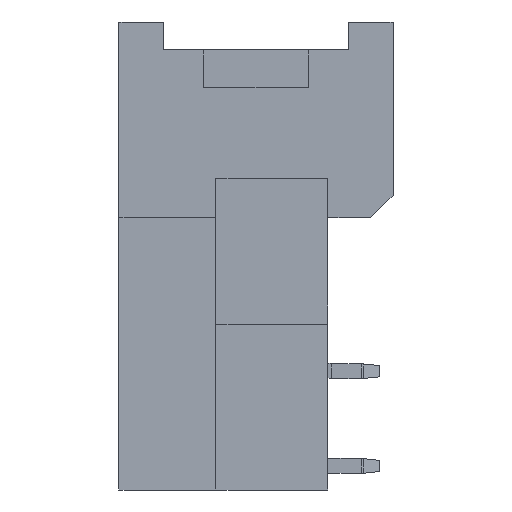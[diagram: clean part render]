
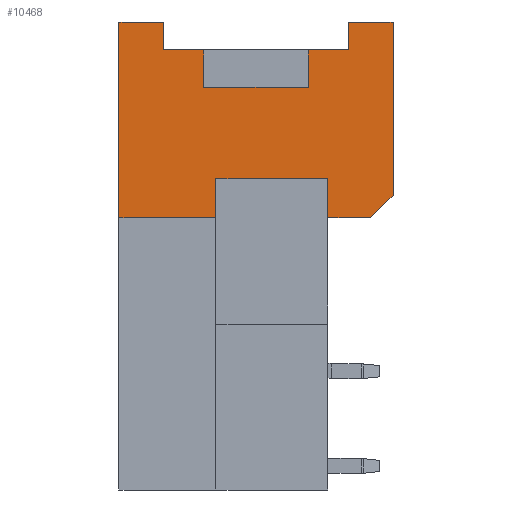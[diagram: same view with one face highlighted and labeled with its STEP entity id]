
A CAD part, left-side view. The second image highlights one B-rep face of the part: STEP entity #10468.
In plain terms, the highlighted planar face has unit normal (-1, 0, 0).
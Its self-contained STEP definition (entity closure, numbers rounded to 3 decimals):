
#32 = VECTOR ( 'NONE', #26005, 1000. ) ;
#290 = LINE ( 'NONE', #16372, #12073 ) ;
#301 = CARTESIAN_POINT ( 'NONE',  ( -43.7, 9.5, 0. ) ) ;
#456 = EDGE_CURVE ( 'NONE', #9817, #19093, #10161, .T. ) ;
#1124 = VERTEX_POINT ( 'NONE', #8806 ) ;
#1236 = ORIENTED_EDGE ( 'NONE', *, *, #21487, .F. ) ;
#1872 = VERTEX_POINT ( 'NONE', #5543 ) ;
#2110 = DIRECTION ( 'NONE',  ( 0., 1., 0. ) ) ;
#2592 = ORIENTED_EDGE ( 'NONE', *, *, #23916, .T. ) ;
#2674 = VERTEX_POINT ( 'NONE', #26786 ) ;
#2882 = CARTESIAN_POINT ( 'NONE',  ( -43.7, 10.15, -3.5 ) ) ;
#3055 = CARTESIAN_POINT ( 'NONE',  ( -43.7, 4.55, -3.5 ) ) ;
#3095 = ORIENTED_EDGE ( 'NONE', *, *, #5610, .F. ) ;
#3100 = DIRECTION ( 'NONE',  ( 0., 0., 1. ) ) ;
#3106 = DIRECTION ( 'NONE',  ( 0., 0., -1. ) ) ;
#3150 = DIRECTION ( 'NONE',  ( 0., 0., 1. ) ) ;
#3904 = EDGE_CURVE ( 'NONE', #15254, #19093, #290, .T. ) ;
#4084 = VECTOR ( 'NONE', #17807, 1000. ) ;
#4636 = VERTEX_POINT ( 'NONE', #6064 ) ;
#4843 = CARTESIAN_POINT ( 'NONE',  ( -43.7, 9.5, -1.5 ) ) ;
#5543 = CARTESIAN_POINT ( 'NONE',  ( -43.7, 2.4, -1.5 ) ) ;
#5610 = EDGE_CURVE ( 'NONE', #17889, #9458, #22087, .T. ) ;
#5996 = CARTESIAN_POINT ( 'NONE',  ( -43.7, 0., -9.3 ) ) ;
#6064 = CARTESIAN_POINT ( 'NONE',  ( -43.7, 3.5, -8.4 ) ) ;
#6280 = LINE ( 'NONE', #4843, #23967 ) ;
#6578 = CARTESIAN_POINT ( 'NONE',  ( -43.7, 0., 0. ) ) ;
#6909 = CARTESIAN_POINT ( 'NONE',  ( -43.7, 1.2, -10.5 ) ) ;
#8152 = ORIENTED_EDGE ( 'NONE', *, *, #13137, .T. ) ;
#8509 = EDGE_CURVE ( 'NONE', #1872, #14172, #6280, .T. ) ;
#8587 = VERTEX_POINT ( 'NONE', #2882 ) ;
#8596 = DIRECTION ( 'NONE',  ( 0., 0., -1. ) ) ;
#8806 = CARTESIAN_POINT ( 'NONE',  ( -43.7, 9.5, -8.4 ) ) ;
#9013 = VECTOR ( 'NONE', #19426, 1000. ) ;
#9218 = EDGE_CURVE ( 'NONE', #21855, #4636, #11807, .T. ) ;
#9275 = VECTOR ( 'NONE', #3150, 1000. ) ;
#9306 = EDGE_CURVE ( 'NONE', #1124, #9817, #26667, .T. ) ;
#9380 = ORIENTED_EDGE ( 'NONE', *, *, #11102, .F. ) ;
#9458 = VERTEX_POINT ( 'NONE', #6909 ) ;
#9817 = VERTEX_POINT ( 'NONE', #26346 ) ;
#10053 = CARTESIAN_POINT ( 'NONE',  ( -43.7, 9.5, 0. ) ) ;
#10158 = EDGE_CURVE ( 'NONE', #24439, #15254, #28736, .T. ) ;
#10161 = LINE ( 'NONE', #23918, #27116 ) ;
#10176 = CARTESIAN_POINT ( 'NONE',  ( -43.7, 1.2, -10.5 ) ) ;
#10355 = VECTOR ( 'NONE', #2110, 1000. ) ;
#10388 = DIRECTION ( 'NONE',  ( 0., 0., -1. ) ) ;
#10468 = ADVANCED_FACE ( 'NONE', ( #16571 ), #21420, .F. ) ;
#10568 = CARTESIAN_POINT ( 'NONE',  ( -43.7, 0., -8.4 ) ) ;
#10620 = VECTOR ( 'NONE', #24403, 1000. ) ;
#10669 = LINE ( 'NONE', #24088, #27643 ) ;
#10691 = ORIENTED_EDGE ( 'NONE', *, *, #14968, .F. ) ;
#11026 = ORIENTED_EDGE ( 'NONE', *, *, #19705, .F. ) ;
#11102 = EDGE_CURVE ( 'NONE', #9458, #21855, #16234, .T. ) ;
#11163 = CARTESIAN_POINT ( 'NONE',  ( -43.7, 12.3, 0. ) ) ;
#11262 = LINE ( 'NONE', #21867, #23038 ) ;
#11807 = LINE ( 'NONE', #12752, #32 ) ;
#12073 = VECTOR ( 'NONE', #3106, 1000. ) ;
#12296 = DIRECTION ( 'NONE',  ( 0., 1., 0. ) ) ;
#12752 = CARTESIAN_POINT ( 'NONE',  ( -43.7, 3.5, -25.1 ) ) ;
#13137 = EDGE_CURVE ( 'NONE', #14439, #16824, #27206, .T. ) ;
#14172 = VERTEX_POINT ( 'NONE', #16471 ) ;
#14439 = VERTEX_POINT ( 'NONE', #6578 ) ;
#14637 = DIRECTION ( 'NONE',  ( 0., 0.707, -0.707 ) ) ;
#14727 = ORIENTED_EDGE ( 'NONE', *, *, #21803, .T. ) ;
#14888 = EDGE_CURVE ( 'NONE', #14439, #17889, #10669, .T. ) ;
#14911 = DIRECTION ( 'NONE',  ( 0., 1., 0. ) ) ;
#14968 = EDGE_CURVE ( 'NONE', #2674, #14172, #21050, .T. ) ;
#15254 = VERTEX_POINT ( 'NONE', #28735 ) ;
#15324 = LINE ( 'NONE', #27410, #20499 ) ;
#15547 = VECTOR ( 'NONE', #20996, 1000. ) ;
#15875 = LINE ( 'NONE', #26589, #4084 ) ;
#16082 = VERTEX_POINT ( 'NONE', #21103 ) ;
#16091 = ORIENTED_EDGE ( 'NONE', *, *, #3904, .T. ) ;
#16127 = VECTOR ( 'NONE', #18022, 1000. ) ;
#16234 = LINE ( 'NONE', #17642, #10355 ) ;
#16324 = VECTOR ( 'NONE', #28286, 1000. ) ;
#16372 = CARTESIAN_POINT ( 'NONE',  ( -43.7, 14.7, 0. ) ) ;
#16456 = AXIS2_PLACEMENT_3D ( 'NONE', #27912, #23656, #10388 ) ;
#16471 = CARTESIAN_POINT ( 'NONE',  ( -43.7, 4.55, -1.5 ) ) ;
#16502 = ORIENTED_EDGE ( 'NONE', *, *, #9218, .F. ) ;
#16571 = FACE_OUTER_BOUND ( 'NONE', #25452, .T. ) ;
#16594 = ORIENTED_EDGE ( 'NONE', *, *, #8509, .T. ) ;
#16824 = VERTEX_POINT ( 'NONE', #22691 ) ;
#16951 = VECTOR ( 'NONE', #12296, 1000. ) ;
#17054 = LINE ( 'NONE', #10568, #16324 ) ;
#17642 = CARTESIAN_POINT ( 'NONE',  ( -43.7, 3.5, -10.5 ) ) ;
#17807 = DIRECTION ( 'NONE',  ( 0., 0., -1. ) ) ;
#17855 = CARTESIAN_POINT ( 'NONE',  ( -43.7, 12.3, -1.5 ) ) ;
#17889 = VERTEX_POINT ( 'NONE', #5996 ) ;
#18022 = DIRECTION ( 'NONE',  ( 0., 1., 0. ) ) ;
#18786 = CARTESIAN_POINT ( 'NONE',  ( -43.7, 10.15, -3.5 ) ) ;
#19093 = VERTEX_POINT ( 'NONE', #21060 ) ;
#19426 = DIRECTION ( 'NONE',  ( 0., 0., -1. ) ) ;
#19498 = EDGE_CURVE ( 'NONE', #27186, #24439, #15324, .T. ) ;
#19518 = ORIENTED_EDGE ( 'NONE', *, *, #456, .F. ) ;
#19705 = EDGE_CURVE ( 'NONE', #4636, #1124, #17054, .T. ) ;
#19852 = ORIENTED_EDGE ( 'NONE', *, *, #9306, .F. ) ;
#20499 = VECTOR ( 'NONE', #3100, 1000. ) ;
#20672 = VECTOR ( 'NONE', #14637, 1000. ) ;
#20761 = ORIENTED_EDGE ( 'NONE', *, *, #22809, .T. ) ;
#20996 = DIRECTION ( 'NONE',  ( 0., -1., 0. ) ) ;
#21050 = LINE ( 'NONE', #3055, #9275 ) ;
#21060 = CARTESIAN_POINT ( 'NONE',  ( -43.7, 14.7, -10.5 ) ) ;
#21103 = CARTESIAN_POINT ( 'NONE',  ( -43.7, 10.15, -1.5 ) ) ;
#21420 = PLANE ( 'NONE',  #16456 ) ;
#21422 = LINE ( 'NONE', #18786, #15547 ) ;
#21487 = EDGE_CURVE ( 'NONE', #8587, #2674, #21422, .T. ) ;
#21803 = EDGE_CURVE ( 'NONE', #16824, #1872, #15875, .T. ) ;
#21855 = VERTEX_POINT ( 'NONE', #22339 ) ;
#21867 = CARTESIAN_POINT ( 'NONE',  ( -43.7, 10.15, -3.5 ) ) ;
#22087 = LINE ( 'NONE', #10176, #20672 ) ;
#22193 = CARTESIAN_POINT ( 'NONE',  ( -43.7, 9.5, -1.5 ) ) ;
#22339 = CARTESIAN_POINT ( 'NONE',  ( -43.7, 3.5, -10.5 ) ) ;
#22397 = LINE ( 'NONE', #22193, #10620 ) ;
#22691 = CARTESIAN_POINT ( 'NONE',  ( -43.7, 2.4, 0. ) ) ;
#22809 = EDGE_CURVE ( 'NONE', #16082, #27186, #22397, .T. ) ;
#23038 = VECTOR ( 'NONE', #24075, 1000. ) ;
#23563 = ORIENTED_EDGE ( 'NONE', *, *, #10158, .T. ) ;
#23656 = DIRECTION ( 'NONE',  ( 1., 0., 0. ) ) ;
#23916 = EDGE_CURVE ( 'NONE', #8587, #16082, #11262, .T. ) ;
#23918 = CARTESIAN_POINT ( 'NONE',  ( -43.7, 9.5, -10.5 ) ) ;
#23967 = VECTOR ( 'NONE', #26994, 1000. ) ;
#24066 = CARTESIAN_POINT ( 'NONE',  ( -43.7, 9.5, 0. ) ) ;
#24075 = DIRECTION ( 'NONE',  ( 0., 0., 1. ) ) ;
#24088 = CARTESIAN_POINT ( 'NONE',  ( -43.7, 0., -8.4 ) ) ;
#24403 = DIRECTION ( 'NONE',  ( 0., 1., 0. ) ) ;
#24439 = VERTEX_POINT ( 'NONE', #11163 ) ;
#25076 = ORIENTED_EDGE ( 'NONE', *, *, #14888, .F. ) ;
#25452 = EDGE_LOOP ( 'NONE', ( #1236, #2592, #20761, #25935, #23563, #16091, #19518, #19852, #11026, #16502, #9380, #3095, #25076, #8152, #14727, #16594, #10691 ) ) ;
#25935 = ORIENTED_EDGE ( 'NONE', *, *, #19498, .T. ) ;
#26005 = DIRECTION ( 'NONE',  ( 0., 0., 1. ) ) ;
#26346 = CARTESIAN_POINT ( 'NONE',  ( -43.7, 9.5, -10.5 ) ) ;
#26589 = CARTESIAN_POINT ( 'NONE',  ( -43.7, 2.4, 0. ) ) ;
#26667 = LINE ( 'NONE', #24066, #9013 ) ;
#26786 = CARTESIAN_POINT ( 'NONE',  ( -43.7, 4.55, -3.5 ) ) ;
#26994 = DIRECTION ( 'NONE',  ( 0., 1., 0. ) ) ;
#27116 = VECTOR ( 'NONE', #14911, 1000. ) ;
#27186 = VERTEX_POINT ( 'NONE', #17855 ) ;
#27206 = LINE ( 'NONE', #301, #16127 ) ;
#27410 = CARTESIAN_POINT ( 'NONE',  ( -43.7, 12.3, 0. ) ) ;
#27643 = VECTOR ( 'NONE', #8596, 1000. ) ;
#27912 = CARTESIAN_POINT ( 'NONE',  ( -43.7, 9.5, 0. ) ) ;
#28286 = DIRECTION ( 'NONE',  ( 0., 1., 0. ) ) ;
#28735 = CARTESIAN_POINT ( 'NONE',  ( -43.7, 14.7, 0. ) ) ;
#28736 = LINE ( 'NONE', #10053, #16951 ) ;
